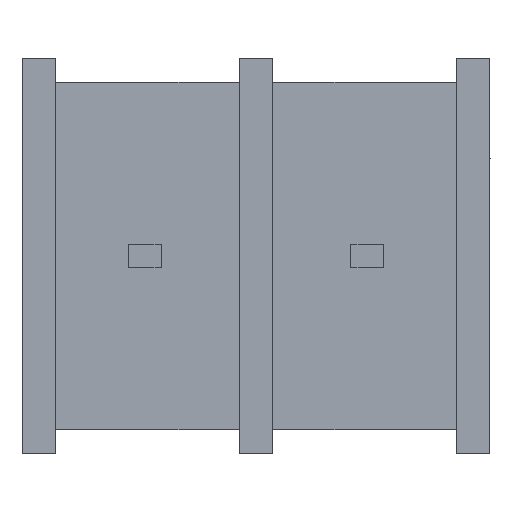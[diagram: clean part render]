
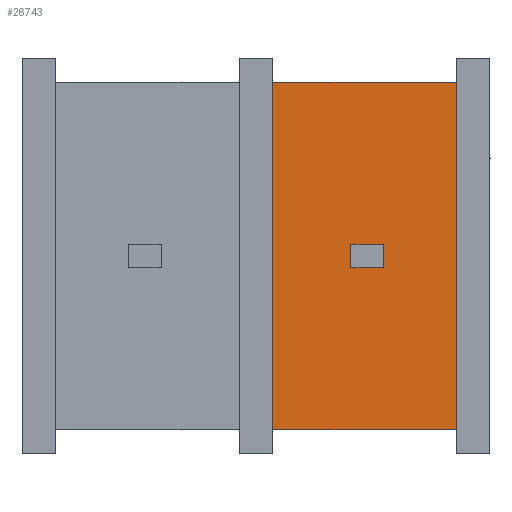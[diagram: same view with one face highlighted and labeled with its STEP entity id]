
A CAD part, front view. The second image highlights one B-rep face of the part: STEP entity #26743.
In plain terms, the highlighted planar face has unit normal (0, -1, 0).
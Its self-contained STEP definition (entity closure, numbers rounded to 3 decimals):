
#348 = DIRECTION ( 'NONE',  ( 0., 0., -1. ) ) ;
#559 = AXIS2_PLACEMENT_3D ( 'NONE', #21015, #12879, #17902 ) ;
#715 = VERTEX_POINT ( 'NONE', #2025 ) ;
#2025 = CARTESIAN_POINT ( 'NONE',  ( 0.575, -6.608, -5.9 ) ) ;
#2310 = VECTOR ( 'NONE', #348, 1000. ) ;
#2556 = ORIENTED_EDGE ( 'NONE', *, *, #16433, .F. ) ;
#2900 = LINE ( 'NONE', #21032, #28266 ) ;
#3150 = CARTESIAN_POINT ( 'NONE',  ( 4.325, -6.608, -0.4 ) ) ;
#3475 = ORIENTED_EDGE ( 'NONE', *, *, #22258, .F. ) ;
#4475 = VERTEX_POINT ( 'NONE', #11576 ) ;
#4936 = VECTOR ( 'NONE', #24604, 1000. ) ;
#5178 = LINE ( 'NONE', #7930, #2310 ) ;
#5554 = EDGE_CURVE ( 'NONE', #5894, #11260, #2900, .T. ) ;
#5585 = EDGE_LOOP ( 'NONE', ( #33319, #10722, #2556, #19463 ) ) ;
#5894 = VERTEX_POINT ( 'NONE', #3150 ) ;
#6940 = VECTOR ( 'NONE', #16302, 1000. ) ;
#7930 = CARTESIAN_POINT ( 'NONE',  ( 0.575, -6.608, 5.515 ) ) ;
#8231 = DIRECTION ( 'NONE',  ( 0., 0., 1. ) ) ;
#8479 = CARTESIAN_POINT ( 'NONE',  ( 4.325, -6.608, 0.4 ) ) ;
#8970 = CARTESIAN_POINT ( 'NONE',  ( 6.8, -6.608, -5.9 ) ) ;
#9548 = LINE ( 'NONE', #22188, #4936 ) ;
#9604 = EDGE_CURVE ( 'NONE', #4475, #5894, #20954, .T. ) ;
#10722 = ORIENTED_EDGE ( 'NONE', *, *, #27620, .T. ) ;
#11260 = VERTEX_POINT ( 'NONE', #27225 ) ;
#11576 = CARTESIAN_POINT ( 'NONE',  ( 3.225, -6.608, -0.4 ) ) ;
#11670 = EDGE_CURVE ( 'NONE', #14858, #30988, #9548, .T. ) ;
#12116 = CARTESIAN_POINT ( 'NONE',  ( 0.575, -6.608, 5.9 ) ) ;
#12287 = LINE ( 'NONE', #14382, #17187 ) ;
#12359 = FACE_OUTER_BOUND ( 'NONE', #5585, .T. ) ;
#12879 = DIRECTION ( 'NONE',  ( 0., 1., 0. ) ) ;
#13872 = CARTESIAN_POINT ( 'NONE',  ( 6.8, -6.608, 5.9 ) ) ;
#14382 = CARTESIAN_POINT ( 'NONE',  ( 3.225, -6.608, 0.4 ) ) ;
#14858 = VERTEX_POINT ( 'NONE', #24068 ) ;
#15053 = ORIENTED_EDGE ( 'NONE', *, *, #28204, .F. ) ;
#15234 = VECTOR ( 'NONE', #29202, 1000. ) ;
#15581 = DIRECTION ( 'NONE',  ( 1., 0., 0. ) ) ;
#16302 = DIRECTION ( 'NONE',  ( -1., 0., 0. ) ) ;
#16433 = EDGE_CURVE ( 'NONE', #30988, #715, #24688, .T. ) ;
#17187 = VECTOR ( 'NONE', #33379, 1000. ) ;
#17902 = DIRECTION ( 'NONE',  ( 0., 0., 1. ) ) ;
#18421 = PLANE ( 'NONE',  #559 ) ;
#18640 = VECTOR ( 'NONE', #15581, 1000. ) ;
#19463 = ORIENTED_EDGE ( 'NONE', *, *, #11670, .F. ) ;
#20329 = FACE_BOUND ( 'NONE', #27971, .T. ) ;
#20938 = LINE ( 'NONE', #8479, #15234 ) ;
#20954 = LINE ( 'NONE', #26629, #18640 ) ;
#21015 = CARTESIAN_POINT ( 'NONE',  ( 6.8, -6.608, -5.5 ) ) ;
#21032 = CARTESIAN_POINT ( 'NONE',  ( 4.325, -6.608, 0.4 ) ) ;
#22003 = LINE ( 'NONE', #13872, #6940 ) ;
#22021 = EDGE_CURVE ( 'NONE', #14858, #33845, #22003, .T. ) ;
#22188 = CARTESIAN_POINT ( 'NONE',  ( 6.8, -6.608, 5.5 ) ) ;
#22258 = EDGE_CURVE ( 'NONE', #11260, #31135, #20938, .T. ) ;
#23143 = ORIENTED_EDGE ( 'NONE', *, *, #9604, .F. ) ;
#23758 = CARTESIAN_POINT ( 'NONE',  ( 3.225, -6.608, 0.4 ) ) ;
#24068 = CARTESIAN_POINT ( 'NONE',  ( 6.8, -6.608, 5.9 ) ) ;
#24604 = DIRECTION ( 'NONE',  ( 0., 0., -1. ) ) ;
#24688 = LINE ( 'NONE', #8970, #24892 ) ;
#24892 = VECTOR ( 'NONE', #27444, 1000. ) ;
#26629 = CARTESIAN_POINT ( 'NONE',  ( 4.325, -6.608, -0.4 ) ) ;
#26743 = ADVANCED_FACE ( 'NONE', ( #12359, #20329 ), #18421, .F. ) ;
#27225 = CARTESIAN_POINT ( 'NONE',  ( 4.325, -6.608, 0.4 ) ) ;
#27444 = DIRECTION ( 'NONE',  ( -1., 0., 0. ) ) ;
#27620 = EDGE_CURVE ( 'NONE', #33845, #715, #5178, .T. ) ;
#27971 = EDGE_LOOP ( 'NONE', ( #28438, #23143, #15053, #3475 ) ) ;
#28204 = EDGE_CURVE ( 'NONE', #31135, #4475, #12287, .T. ) ;
#28266 = VECTOR ( 'NONE', #8231, 1000. ) ;
#28438 = ORIENTED_EDGE ( 'NONE', *, *, #5554, .F. ) ;
#29202 = DIRECTION ( 'NONE',  ( -1., 0., 0. ) ) ;
#30029 = CARTESIAN_POINT ( 'NONE',  ( 6.8, -6.608, -5.9 ) ) ;
#30988 = VERTEX_POINT ( 'NONE', #30029 ) ;
#31135 = VERTEX_POINT ( 'NONE', #23758 ) ;
#33319 = ORIENTED_EDGE ( 'NONE', *, *, #22021, .T. ) ;
#33379 = DIRECTION ( 'NONE',  ( 0., 0., -1. ) ) ;
#33845 = VERTEX_POINT ( 'NONE', #12116 ) ;
